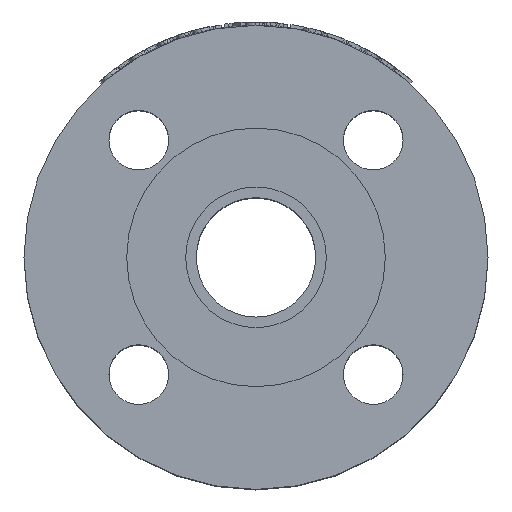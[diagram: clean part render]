
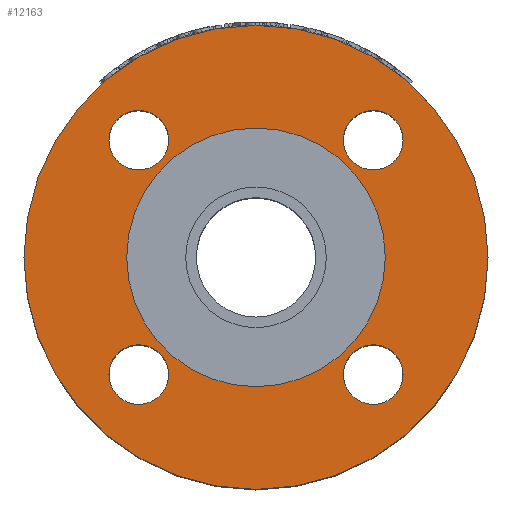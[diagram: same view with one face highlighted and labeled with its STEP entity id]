
A CAD part, top view. The second image highlights one B-rep face of the part: STEP entity #12163.
In plain terms, the highlighted planar face has unit normal (0, 0, 1).
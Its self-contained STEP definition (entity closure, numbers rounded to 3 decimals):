
#94=FACE_BOUND('',#2023,.T.);
#95=FACE_BOUND('',#2024,.T.);
#96=FACE_BOUND('',#2025,.T.);
#97=FACE_BOUND('',#2026,.T.);
#98=FACE_BOUND('',#2027,.T.);
#342=PLANE('',#12809);
#1315=FACE_OUTER_BOUND('',#2022,.T.);
#2022=EDGE_LOOP('',(#11084));
#2023=EDGE_LOOP('',(#11085,#11086));
#2024=EDGE_LOOP('',(#11087,#11088));
#2025=EDGE_LOOP('',(#11089,#11090));
#2026=EDGE_LOOP('',(#11091,#11092));
#2027=EDGE_LOOP('',(#11093));
#3803=CIRCLE('',#12491,70.);
#3941=CIRCLE('',#12787,9.);
#3942=CIRCLE('',#12788,9.);
#3944=CIRCLE('',#12791,9.);
#3945=CIRCLE('',#12792,9.);
#3947=CIRCLE('',#12795,9.);
#3948=CIRCLE('',#12796,9.);
#3950=CIRCLE('',#12799,9.);
#3951=CIRCLE('',#12800,9.);
#3954=CIRCLE('',#12804,39.);
#5198=VERTEX_POINT('',#22041);
#5790=VERTEX_POINT('',#29330);
#5791=VERTEX_POINT('',#29331);
#5793=VERTEX_POINT('',#29338);
#5794=VERTEX_POINT('',#29339);
#5796=VERTEX_POINT('',#29346);
#5797=VERTEX_POINT('',#29347);
#5799=VERTEX_POINT('',#29354);
#5800=VERTEX_POINT('',#29355);
#5803=VERTEX_POINT('',#29364);
#6664=EDGE_CURVE('',#5198,#5198,#3803,.T.);
#7549=EDGE_CURVE('',#5790,#5791,#3941,.T.);
#7550=EDGE_CURVE('',#5791,#5790,#3942,.T.);
#7553=EDGE_CURVE('',#5793,#5794,#3944,.T.);
#7554=EDGE_CURVE('',#5794,#5793,#3945,.T.);
#7557=EDGE_CURVE('',#5796,#5797,#3947,.T.);
#7558=EDGE_CURVE('',#5797,#5796,#3948,.T.);
#7561=EDGE_CURVE('',#5799,#5800,#3950,.T.);
#7562=EDGE_CURVE('',#5800,#5799,#3951,.T.);
#7567=EDGE_CURVE('',#5803,#5803,#3954,.T.);
#11084=ORIENTED_EDGE('',*,*,#6664,.T.);
#11085=ORIENTED_EDGE('',*,*,#7549,.T.);
#11086=ORIENTED_EDGE('',*,*,#7550,.T.);
#11087=ORIENTED_EDGE('',*,*,#7553,.T.);
#11088=ORIENTED_EDGE('',*,*,#7554,.T.);
#11089=ORIENTED_EDGE('',*,*,#7557,.T.);
#11090=ORIENTED_EDGE('',*,*,#7558,.T.);
#11091=ORIENTED_EDGE('',*,*,#7561,.T.);
#11092=ORIENTED_EDGE('',*,*,#7562,.T.);
#11093=ORIENTED_EDGE('',*,*,#7567,.T.);
#12163=ADVANCED_FACE('',(#1315,#94,#95,#96,#97,#98),#342,.T.);
#12491=AXIS2_PLACEMENT_3D('',#22042,#13738,#13739);
#12787=AXIS2_PLACEMENT_3D('',#29332,#14743,#14744);
#12788=AXIS2_PLACEMENT_3D('',#29333,#14745,#14746);
#12791=AXIS2_PLACEMENT_3D('',#29340,#14752,#14753);
#12792=AXIS2_PLACEMENT_3D('',#29341,#14754,#14755);
#12795=AXIS2_PLACEMENT_3D('',#29348,#14761,#14762);
#12796=AXIS2_PLACEMENT_3D('',#29349,#14763,#14764);
#12799=AXIS2_PLACEMENT_3D('',#29356,#14770,#14771);
#12800=AXIS2_PLACEMENT_3D('',#29357,#14772,#14773);
#12804=AXIS2_PLACEMENT_3D('',#29366,#14782,#14783);
#12809=AXIS2_PLACEMENT_3D('',#29372,#14792,#14793);
#13738=DIRECTION('center_axis',(0.,0.,1.));
#13739=DIRECTION('ref_axis',(-1.,0.,0.));
#14743=DIRECTION('center_axis',(0.,0.,-1.));
#14744=DIRECTION('ref_axis',(0.,-1.,0.));
#14745=DIRECTION('center_axis',(0.,0.,-1.));
#14746=DIRECTION('ref_axis',(0.,-1.,0.));
#14752=DIRECTION('center_axis',(0.,0.,-1.));
#14753=DIRECTION('ref_axis',(-1.,0.,0.));
#14754=DIRECTION('center_axis',(0.,0.,-1.));
#14755=DIRECTION('ref_axis',(-1.,0.,0.));
#14761=DIRECTION('center_axis',(0.,0.,-1.));
#14762=DIRECTION('ref_axis',(0.,1.,0.));
#14763=DIRECTION('center_axis',(0.,0.,-1.));
#14764=DIRECTION('ref_axis',(0.,1.,0.));
#14770=DIRECTION('center_axis',(0.,0.,-1.));
#14771=DIRECTION('ref_axis',(1.,0.,0.));
#14772=DIRECTION('center_axis',(0.,0.,-1.));
#14773=DIRECTION('ref_axis',(1.,0.,0.));
#14782=DIRECTION('center_axis',(0.,0.,-1.));
#14783=DIRECTION('ref_axis',(-1.,0.,0.));
#14792=DIRECTION('center_axis',(0.,0.,1.));
#14793=DIRECTION('ref_axis',(1.,0.,0.));
#22041=CARTESIAN_POINT('',(70.,0.,50.2));
#22042=CARTESIAN_POINT('Origin',(0.,0.,50.2));
#29330=CARTESIAN_POINT('',(35.355,-44.355,50.2));
#29331=CARTESIAN_POINT('',(35.355,-26.355,50.2));
#29332=CARTESIAN_POINT('Origin',(35.355,-35.355,50.2));
#29333=CARTESIAN_POINT('Origin',(35.355,-35.355,50.2));
#29338=CARTESIAN_POINT('',(-44.355,-35.355,50.2));
#29339=CARTESIAN_POINT('',(-26.355,-35.355,50.2));
#29340=CARTESIAN_POINT('Origin',(-35.355,-35.355,50.2));
#29341=CARTESIAN_POINT('Origin',(-35.355,-35.355,50.2));
#29346=CARTESIAN_POINT('',(-35.355,44.355,50.2));
#29347=CARTESIAN_POINT('',(-35.355,26.355,50.2));
#29348=CARTESIAN_POINT('Origin',(-35.355,35.355,50.2));
#29349=CARTESIAN_POINT('Origin',(-35.355,35.355,50.2));
#29354=CARTESIAN_POINT('',(44.355,35.355,50.2));
#29355=CARTESIAN_POINT('',(26.355,35.355,50.2));
#29356=CARTESIAN_POINT('Origin',(35.355,35.355,50.2));
#29357=CARTESIAN_POINT('Origin',(35.355,35.355,50.2));
#29364=CARTESIAN_POINT('',(39.,0.,50.2));
#29366=CARTESIAN_POINT('Origin',(0.,0.,50.2));
#29372=CARTESIAN_POINT('Origin',(0.,0.,
50.2));
